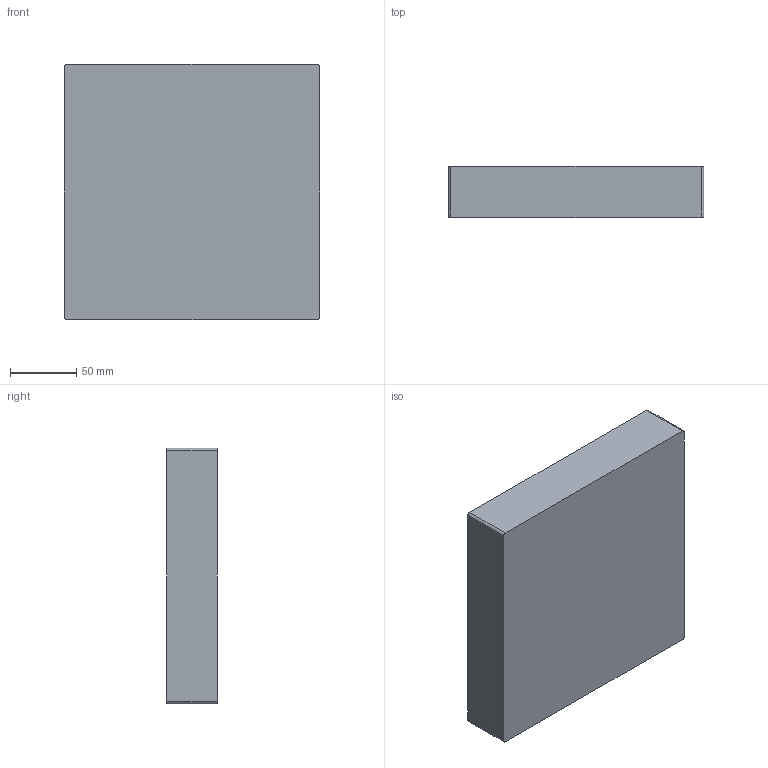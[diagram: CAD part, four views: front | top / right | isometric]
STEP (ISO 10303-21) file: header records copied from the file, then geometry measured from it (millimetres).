
FILE_DESCRIPTION (( 'STEP AP214' ), '1' );
FILE_NAME ('Volume Box Bottom.STEP', '2024-07-25T00:17:49', ( '' ), ( '' ), 'SwSTEP 2.0', 'SolidWorks 2024', '' );
FILE_SCHEMA (( 'AUTOMOTIVE_DESIGN' ));
Length unit declared in the file: inch
Products named in the file (1): Volume Box Bottom
Bounding box: 192.5 x 38.1 x 192.5 mm (x, y, z)
Volume: 199967.7 mm3; surface area: 144097.8 mm2
Topology: 1 solids, 1 shells, 198 faces, 450 edges, 258 vertices
Faces by surface type: cylinder 91, cone 72, plane 35
Entity records: 5331 total; most frequent: DIRECTION 1030, CARTESIAN_POINT 871, ORIENTED_EDGE 828, AXIS2_PLACEMENT_3D 417, EDGE_CURVE 414, VERTEX_POINT 258, EDGE_LOOP 238, CIRCLE 218
